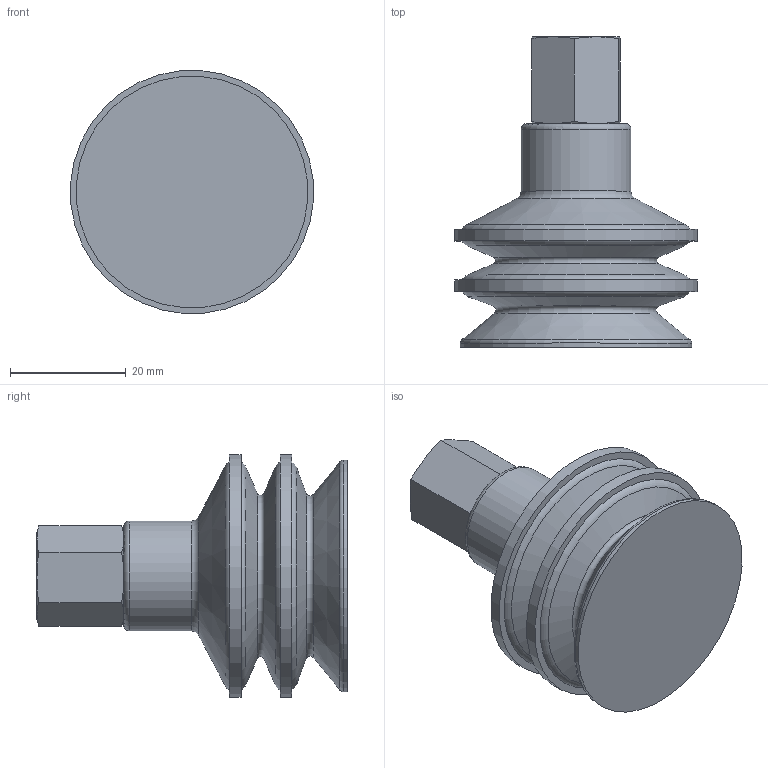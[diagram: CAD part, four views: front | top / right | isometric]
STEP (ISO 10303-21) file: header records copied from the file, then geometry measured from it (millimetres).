
FILE_DESCRIPTION(/* description */ (''),/* implementation_level */ '2;1');
FILE_NAME(/* name */ 'vf42nit_rac7r1-8h.stp',/* time_stamp */ '2020-09-23T08:12:37+02:00',/* author */ ('enginyeria'),/* organization */ (''),/* preprocessor_version */ 'ST-DEVELOPER v17.2',/* originating_system */ 'Autodesk Inventor 2019',/* authorisation */ '');
FILE_SCHEMA (('CONFIG_CONTROL_DESIGN'));
Length unit declared in the file: millimetre
Products named in the file (1): vf42nit_rac7r1-8h
Bounding box: 41.89 x 53.55 x 41.89 mm (x, y, z)
Volume: 29517 mm3; surface area: 9306.4 mm2
Topology: 1 solids, 1 shells, 39 faces, 116 edges, 86 vertices
Faces by surface type: plane 15, torus 11, cone 7, cylinder 6
Full cylindrical faces by diameter (mm): 8.566 x1, 11 x1, 19 x1, 40 x1, 42 x2
Entity records: 1665 total; most frequent: CARTESIAN_POINT 437, DIRECTION 265, ORIENTED_EDGE 232, AXIS2_PLACEMENT_3D 123, EDGE_CURVE 116, VERTEX_POINT 86, CIRCLE 83, EDGE_LOOP 46
